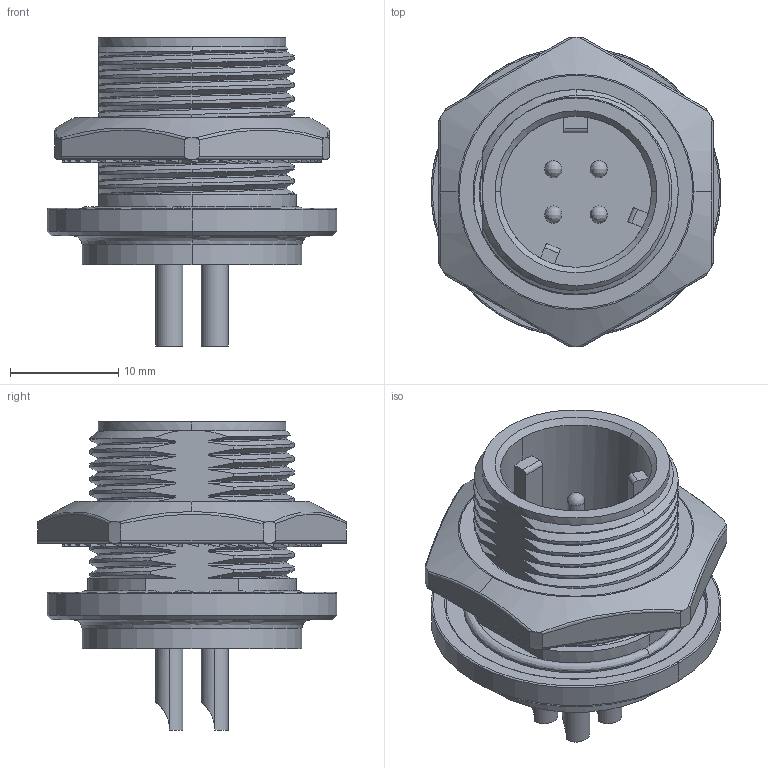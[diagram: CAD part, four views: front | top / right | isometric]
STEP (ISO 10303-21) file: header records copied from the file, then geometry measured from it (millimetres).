
FILE_DESCRIPTION (( 'STEP AP214' ), '1' );
FILE_NAME ('SF4382-4FPG-3ES.STEP', '2012-08-28T13:25:10', ( 'J0FPBF1' ), ( '' ), 'SwSTEP 2.0', 'SolidWorks 2011', '' );
FILE_SCHEMA (( 'AUTOMOTIVE_DESIGN' ));
Length unit declared in the file: inch
Products named in the file (1): SF4382-4FPG-3ES
Bounding box: 26.82 x 28.6 x 28.52 mm (x, y, z)
Volume: 5884.7 mm3; surface area: 4913.4 mm2
Topology: 2 solids, 2 shells, 379 faces, 960 edges, 630 vertices
Faces by surface type: plane 195, cylinder 117, bspline 50, cone 17
Entity records: 28677 total; most frequent: CARTESIAN_POINT 15350, ORIENTED_EDGE 1904, DIRECTION 1466, EDGE_CURVE 952, VERTEX_POINT 630, LINE 560, VECTOR 560, AXIS2_PLACEMENT_3D 453
